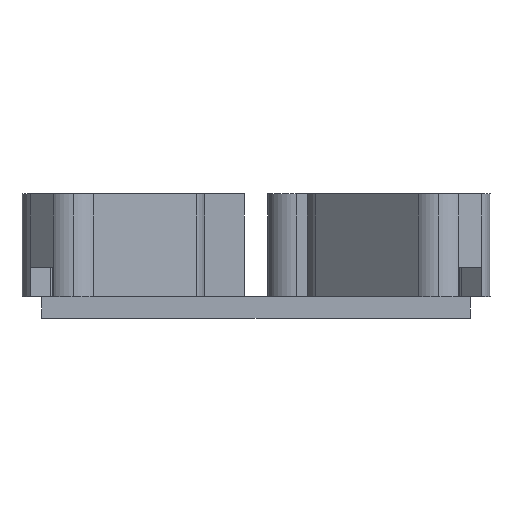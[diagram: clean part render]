
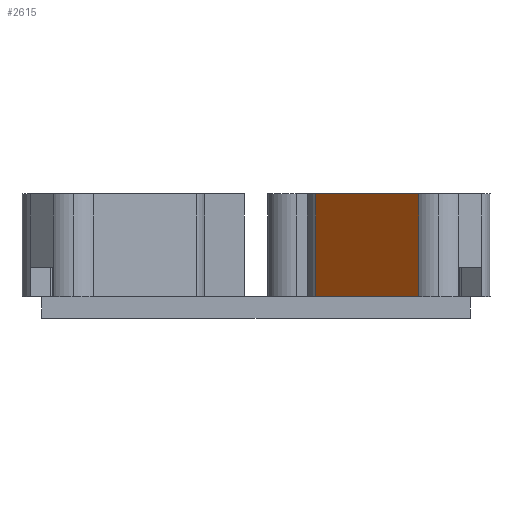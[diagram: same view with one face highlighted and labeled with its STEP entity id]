
A CAD part, left-side view. The second image highlights one B-rep face of the part: STEP entity #2615.
In plain terms, the highlighted planar face has unit normal (-0.707, 0.707, 0).
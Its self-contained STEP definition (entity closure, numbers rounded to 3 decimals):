
#144 = EDGE_CURVE ( 'NONE', #1209, #3523, #663, .T. ) ;
#338 = DIRECTION ( 'NONE',  ( -0.707, -0.707, 0. ) ) ;
#613 = EDGE_CURVE ( 'NONE', #1467, #3022, #3983, .T. ) ;
#663 = LINE ( 'NONE', #2298, #1951 ) ;
#664 = VECTOR ( 'NONE', #3720, 1000. ) ;
#875 = ORIENTED_EDGE ( 'NONE', *, *, #613, .T. ) ;
#1209 = VERTEX_POINT ( 'NONE', #1829 ) ;
#1217 = LINE ( 'NONE', #3810, #2747 ) ;
#1241 = EDGE_LOOP ( 'NONE', ( #1934, #875, #3198, #3027, #1567 ) ) ;
#1276 = AXIS2_PLACEMENT_3D ( 'NONE', #3333, #2626, #2356 ) ;
#1467 = VERTEX_POINT ( 'NONE', #4085 ) ;
#1567 = ORIENTED_EDGE ( 'NONE', *, *, #3315, .T. ) ;
#1650 = DIRECTION ( 'NONE',  ( 0., 0., -1. ) ) ;
#1729 = EDGE_CURVE ( 'NONE', #1467, #2228, #2388, .T. ) ;
#1829 = CARTESIAN_POINT ( 'NONE',  ( -100., -42.322, 5. ) ) ;
#1930 = FACE_OUTER_BOUND ( 'NONE', #1241, .T. ) ;
#1934 = ORIENTED_EDGE ( 'NONE', *, *, #1729, .F. ) ;
#1951 = VECTOR ( 'NONE', #338, 1000. ) ;
#2107 = VECTOR ( 'NONE', #2738, 1000. ) ;
#2228 = VERTEX_POINT ( 'NONE', #3538 ) ;
#2298 = CARTESIAN_POINT ( 'NONE',  ( -108.839, -51.161, 5. ) ) ;
#2356 = DIRECTION ( 'NONE',  ( 0.707, 0.707, 0. ) ) ;
#2388 = LINE ( 'NONE', #3717, #2107 ) ;
#2391 = CARTESIAN_POINT ( 'NONE',  ( -108.839, -51.161, 5. ) ) ;
#2615 = ADVANCED_FACE ( 'NONE', ( #1930 ), #3603, .F. ) ;
#2626 = DIRECTION ( 'NONE',  ( 0.707, -0.707, 0. ) ) ;
#2738 = DIRECTION ( 'NONE',  ( -0.707, -0.707, 0. ) ) ;
#2747 = VECTOR ( 'NONE', #3551, 1000. ) ;
#3022 = VERTEX_POINT ( 'NONE', #3981 ) ;
#3027 = ORIENTED_EDGE ( 'NONE', *, *, #144, .T. ) ;
#3174 = CARTESIAN_POINT ( 'NONE',  ( -103.182, -45.504, 5. ) ) ;
#3198 = ORIENTED_EDGE ( 'NONE', *, *, #3812, .T. ) ;
#3279 = VECTOR ( 'NONE', #1650, 1000. ) ;
#3315 = EDGE_CURVE ( 'NONE', #3523, #2228, #1217, .T. ) ;
#3333 = CARTESIAN_POINT ( 'NONE',  ( -108.839, -51.161, 33.82 ) ) ;
#3396 = CARTESIAN_POINT ( 'NONE',  ( -74.389, -16.711, 33.82 ) ) ;
#3523 = VERTEX_POINT ( 'NONE', #3174 ) ;
#3538 = CARTESIAN_POINT ( 'NONE',  ( -103.182, -45.504, 33.82 ) ) ;
#3551 = DIRECTION ( 'NONE',  ( 0., 0., 1. ) ) ;
#3603 = PLANE ( 'NONE',  #1276 ) ;
#3717 = CARTESIAN_POINT ( 'NONE',  ( -108.839, -51.161, 33.82 ) ) ;
#3720 = DIRECTION ( 'NONE',  ( -0.707, -0.707, 0. ) ) ;
#3810 = CARTESIAN_POINT ( 'NONE',  ( -103.182, -45.504, 33.82 ) ) ;
#3812 = EDGE_CURVE ( 'NONE', #3022, #1209, #4041, .T. ) ;
#3981 = CARTESIAN_POINT ( 'NONE',  ( -74.389, -16.711, 5. ) ) ;
#3983 = LINE ( 'NONE', #3396, #3279 ) ;
#4041 = LINE ( 'NONE', #2391, #664 ) ;
#4085 = CARTESIAN_POINT ( 'NONE',  ( -74.389, -16.711, 33.82 ) ) ;
